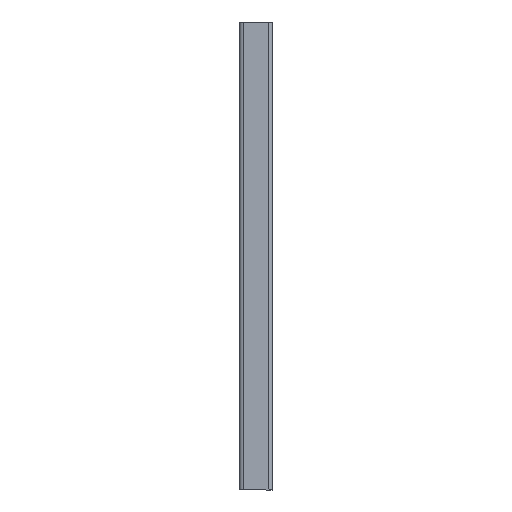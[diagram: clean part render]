
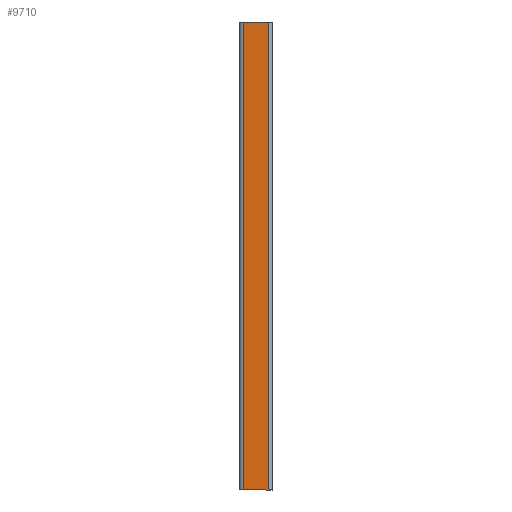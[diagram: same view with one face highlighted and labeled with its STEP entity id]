
A CAD part, left-side view. The second image highlights one B-rep face of the part: STEP entity #9710.
In plain terms, the highlighted planar face has unit normal (-1, 0, 0).
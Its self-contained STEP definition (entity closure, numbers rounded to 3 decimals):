
#32 = EDGE_CURVE ( 'NONE', #6225, #4017, #4634, .T. ) ;
#439 = DIRECTION ( 'NONE',  ( 0., 0., -1. ) ) ;
#448 = VERTEX_POINT ( 'NONE', #17403 ) ;
#643 = EDGE_CURVE ( 'NONE', #9924, #6225, #3334, .T. ) ;
#703 = DIRECTION ( 'NONE',  ( 0., 0., 1. ) ) ;
#717 = EDGE_CURVE ( 'NONE', #448, #4017, #1224, .T. ) ;
#1224 = LINE ( 'NONE', #11691, #11734 ) ;
#1543 = AXIS2_PLACEMENT_3D ( 'NONE', #8435, #11192, #439 ) ;
#1951 = CARTESIAN_POINT ( 'NONE',  ( -20.5, 2.25, -150. ) ) ;
#2486 = CARTESIAN_POINT ( 'NONE',  ( -20.5, 2.25, -300. ) ) ;
#3334 = LINE ( 'NONE', #1951, #16565 ) ;
#4017 = VERTEX_POINT ( 'NONE', #6807 ) ;
#4403 = PLANE ( 'NONE',  #1543 ) ;
#4634 = LINE ( 'NONE', #6141, #10706 ) ;
#5428 = ORIENTED_EDGE ( 'NONE', *, *, #9894, .F. ) ;
#6141 = CARTESIAN_POINT ( 'NONE',  ( -20.5, 0., 0. ) ) ;
#6225 = VERTEX_POINT ( 'NONE', #16349 ) ;
#6541 = DIRECTION ( 'NONE',  ( 0., 1., 0. ) ) ;
#6807 = CARTESIAN_POINT ( 'NONE',  ( -20.5, 18.75, 0. ) ) ;
#6860 = ORIENTED_EDGE ( 'NONE', *, *, #643, .T. ) ;
#7777 = CARTESIAN_POINT ( 'NONE',  ( -20.5, 0., -300. ) ) ;
#8267 = LINE ( 'NONE', #7777, #11414 ) ;
#8435 = CARTESIAN_POINT ( 'NONE',  ( -20.5, 0., -150. ) ) ;
#9710 = ADVANCED_FACE ( 'NONE', ( #16859 ), #4403, .F. ) ;
#9894 = EDGE_CURVE ( 'NONE', #9924, #448, #8267, .T. ) ;
#9924 = VERTEX_POINT ( 'NONE', #2486 ) ;
#10499 = ORIENTED_EDGE ( 'NONE', *, *, #717, .F. ) ;
#10706 = VECTOR ( 'NONE', #16994, 1000. ) ;
#11192 = DIRECTION ( 'NONE',  ( 1., 0., 0. ) ) ;
#11414 = VECTOR ( 'NONE', #6541, 1000. ) ;
#11691 = CARTESIAN_POINT ( 'NONE',  ( -20.5, 18.75, -150. ) ) ;
#11734 = VECTOR ( 'NONE', #14265, 1000. ) ;
#11960 = EDGE_LOOP ( 'NONE', ( #14253, #10499, #5428, #6860 ) ) ;
#14253 = ORIENTED_EDGE ( 'NONE', *, *, #32, .T. ) ;
#14265 = DIRECTION ( 'NONE',  ( 0., 0., 1. ) ) ;
#16349 = CARTESIAN_POINT ( 'NONE',  ( -20.5, 2.25, 0. ) ) ;
#16565 = VECTOR ( 'NONE', #703, 1000. ) ;
#16859 = FACE_OUTER_BOUND ( 'NONE', #11960, .T. ) ;
#16994 = DIRECTION ( 'NONE',  ( 0., 1., 0. ) ) ;
#17403 = CARTESIAN_POINT ( 'NONE',  ( -20.5, 18.75, -300. ) ) ;
